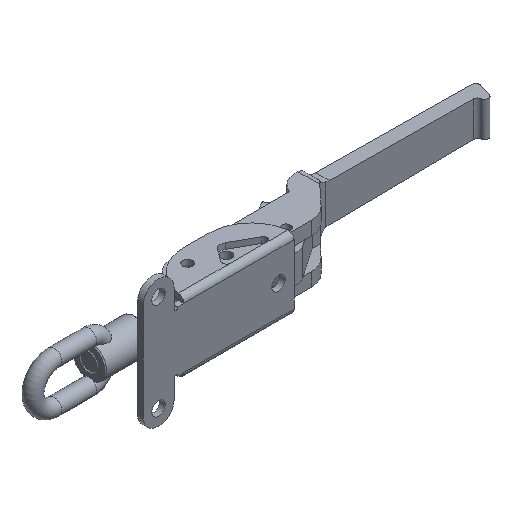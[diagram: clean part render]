
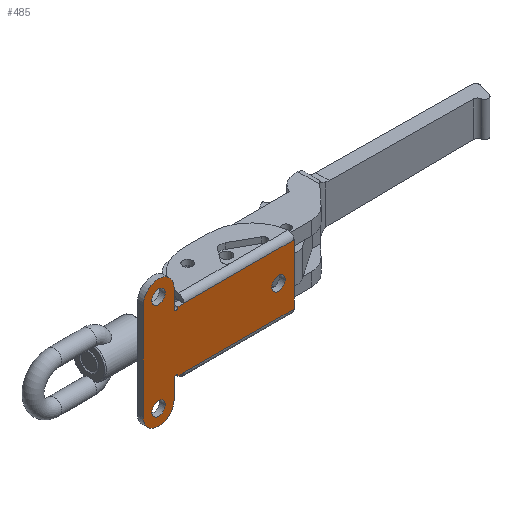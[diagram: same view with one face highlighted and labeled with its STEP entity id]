
A CAD part, isometric view. The second image highlights one B-rep face of the part: STEP entity #485.
In plain terms, the highlighted planar face has unit normal (0, -1, 0).
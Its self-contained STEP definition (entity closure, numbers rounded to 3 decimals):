
#485 = ADVANCED_FACE( '', ( #987, #988, #989, #990 ), #991, .F. );
#987 = FACE_BOUND( '', #1498, .T. );
#988 = FACE_OUTER_BOUND( '', #1499, .T. );
#989 = FACE_BOUND( '', #1500, .T. );
#990 = FACE_BOUND( '', #1501, .T. );
#991 = PLANE( '', #1502 );
#1498 = EDGE_LOOP( '', ( #2702 ) );
#1499 = EDGE_LOOP( '', ( #2703, #2704, #2705, #2706, #2707, #2708, #2709, #2710, #2711, #2712, #2713, #2714 ) );
#1500 = EDGE_LOOP( '', ( #2715 ) );
#1501 = EDGE_LOOP( '', ( #2716 ) );
#1502 = AXIS2_PLACEMENT_3D( '', #2717, #2718, #2719 );
#2702 = ORIENTED_EDGE( '', *, *, #3175, .T. );
#2703 = ORIENTED_EDGE( '', *, *, #3055, .F. );
#2704 = ORIENTED_EDGE( '', *, *, #3327, .F. );
#2705 = ORIENTED_EDGE( '', *, *, #2970, .F. );
#2706 = ORIENTED_EDGE( '', *, *, #3227, .T. );
#2707 = ORIENTED_EDGE( '', *, *, #3036, .F. );
#2708 = ORIENTED_EDGE( '', *, *, #2936, .T. );
#2709 = ORIENTED_EDGE( '', *, *, #3127, .F. );
#2710 = ORIENTED_EDGE( '', *, *, #3114, .F. );
#2711 = ORIENTED_EDGE( '', *, *, #3337, .F. );
#2712 = ORIENTED_EDGE( '', *, *, #3079, .F. );
#2713 = ORIENTED_EDGE( '', *, *, #3360, .F. );
#2714 = ORIENTED_EDGE( '', *, *, #3318, .T. );
#2715 = ORIENTED_EDGE( '', *, *, #3089, .T. );
#2716 = ORIENTED_EDGE( '', *, *, #3232, .T. );
#2717 = CARTESIAN_POINT( '', ( -16., -14., 18.5 ) );
#2718 = DIRECTION( '', ( 0., 1., 0. ) );
#2719 = DIRECTION( '', ( 0., 0., 1. ) );
#2936 = EDGE_CURVE( '', #3467, #3465, #3468, .T. );
#2970 = EDGE_CURVE( '', #3525, #3527, #3528, .T. );
#3036 = EDGE_CURVE( '', #3467, #3644, #3645, .T. );
#3055 = EDGE_CURVE( '', #3673, #3675, #3676, .T. );
#3079 = EDGE_CURVE( '', #3714, #3715, #3716, .T. );
#3089 = EDGE_CURVE( '', #3730, #3730, #3731, .T. );
#3114 = EDGE_CURVE( '', #3772, #3773, #3774, .T. );
#3127 = EDGE_CURVE( '', #3773, #3465, #3795, .T. );
#3175 = EDGE_CURVE( '', #3872, #3872, #3873, .T. );
#3227 = EDGE_CURVE( '', #3525, #3644, #3955, .T. );
#3232 = EDGE_CURVE( '', #3961, #3961, #3962, .T. );
#3318 = EDGE_CURVE( '', #4084, #3675, #4085, .T. );
#3327 = EDGE_CURVE( '', #3527, #3673, #4096, .T. );
#3337 = EDGE_CURVE( '', #3715, #3772, #4108, .T. );
#3360 = EDGE_CURVE( '', #4084, #3714, #4137, .T. );
#3465 = VERTEX_POINT( '', #4254 );
#3467 = VERTEX_POINT( '', #4257 );
#3468 = CIRCLE( '', #4258, 1. );
#3525 = VERTEX_POINT( '', #4341 );
#3527 = VERTEX_POINT( '', #4360 );
#3528 = LINE( '', #4361, #4362 );
#3644 = VERTEX_POINT( '', #4542 );
#3645 = LINE( '', #4543, #4544 );
#3673 = VERTEX_POINT( '', #4594 );
#3675 = VERTEX_POINT( '', #4596 );
#3676 = LINE( '', #4597, #4598 );
#3714 = VERTEX_POINT( '', #4705 );
#3715 = VERTEX_POINT( '', #4706 );
#3716 = CIRCLE( '', #4707, 8. );
#3730 = VERTEX_POINT( '', #4723 );
#3731 = CIRCLE( '', #4724, 3.5 );
#3772 = VERTEX_POINT( '', #4793 );
#3773 = VERTEX_POINT( '', #4794 );
#3774 = CIRCLE( '', #4795, 8. );
#3795 = LINE( '', #4820, #4821 );
#3872 = VERTEX_POINT( '', #4965 );
#3873 = CIRCLE( '', #4966, 3.5 );
#3955 = LINE( '', #5076, #5077 );
#3961 = VERTEX_POINT( '', #5101 );
#3962 = CIRCLE( '', #5102, 3.5 );
#4084 = VERTEX_POINT( '', #5321 );
#4085 = CIRCLE( '', #5322, 1. );
#4096 = LINE( '', #5338, #5339 );
#4108 = LINE( '', #5355, #5356 );
#4137 = LINE( '', #5394, #5395 );
#4254 = CARTESIAN_POINT( '', ( -21., -14., 15.5 ) );
#4257 = CARTESIAN_POINT( '', ( -19., -14., 15.5 ) );
#4258 = AXIS2_PLACEMENT_3D( '', #5615, #5616, #5617 );
#4341 = CARTESIAN_POINT( '', ( 41., -14., 15.5 ) );
#4360 = CARTESIAN_POINT( '', ( 41., -14., -15.5 ) );
#4361 = CARTESIAN_POINT( '', ( 41., -14., 18.5 ) );
#4362 = VECTOR( '', #5660, 1000. );
#4542 = CARTESIAN_POINT( '', ( -16., -14., 15.5 ) );
#4543 = CARTESIAN_POINT( '', ( -19., -14., 15.5 ) );
#4544 = VECTOR( '', #5752, 1000. );
#4594 = CARTESIAN_POINT( '', ( -16., -14., -15.5 ) );
#4596 = CARTESIAN_POINT( '', ( -19., -14., -15.5 ) );
#4597 = CARTESIAN_POINT( '', ( -15., -14., -15.5 ) );
#4598 = VECTOR( '', #5773, 1000. );
#4705 = CARTESIAN_POINT( '', ( -21., -14., -25. ) );
#4706 = CARTESIAN_POINT( '', ( -37., -14., -25. ) );
#4707 = AXIS2_PLACEMENT_3D( '', #5797, #5798, #5799 );
#4723 = CARTESIAN_POINT( '', ( -25.5, -14., 25. ) );
#4724 = AXIS2_PLACEMENT_3D( '', #5817, #5818, #5819 );
#4793 = CARTESIAN_POINT( '', ( -37., -14., 25. ) );
#4794 = CARTESIAN_POINT( '', ( -21., -14., 25. ) );
#4795 = AXIS2_PLACEMENT_3D( '', #5849, #5850, #5851 );
#4820 = CARTESIAN_POINT( '', ( -21., -14., 25. ) );
#4821 = VECTOR( '', #5871, 1000. );
#4965 = CARTESIAN_POINT( '', ( 36.5, -14., 0. ) );
#4966 = AXIS2_PLACEMENT_3D( '', #5931, #5932, #5933 );
#5076 = CARTESIAN_POINT( '', ( 78., -14., 15.5 ) );
#5077 = VECTOR( '', #6001, 1000. );
#5101 = CARTESIAN_POINT( '', ( -25.5, -14., -25. ) );
#5102 = AXIS2_PLACEMENT_3D( '', #6006, #6007, #6008 );
#5321 = CARTESIAN_POINT( '', ( -21., -14., -15.5 ) );
#5322 = AXIS2_PLACEMENT_3D( '', #6106, #6107, #6108 );
#5338 = CARTESIAN_POINT( '', ( 78., -14., -15.5 ) );
#5339 = VECTOR( '', #6117, 1000. );
#5355 = CARTESIAN_POINT( '', ( -37., -14., -25. ) );
#5356 = VECTOR( '', #6128, 1000. );
#5394 = CARTESIAN_POINT( '', ( -21., -14., -15.5 ) );
#5395 = VECTOR( '', #6153, 1000. );
#5615 = CARTESIAN_POINT( '', ( -20., -14., 15.5 ) );
#5616 = DIRECTION( '', ( 0., 1., 0. ) );
#5617 = DIRECTION( '', ( 1., 0., 0. ) );
#5660 = DIRECTION( '', ( 0., 0., -1. ) );
#5752 = DIRECTION( '', ( 1., 0., 0. ) );
#5773 = DIRECTION( '', ( -1., 0., 0. ) );
#5797 = CARTESIAN_POINT( '', ( -29., -14., -25. ) );
#5798 = DIRECTION( '', ( 0., 1., 0. ) );
#5799 = DIRECTION( '', ( 1., 0., 0. ) );
#5817 = CARTESIAN_POINT( '', ( -29., -14., 25. ) );
#5818 = DIRECTION( '', ( 0., 1., 0. ) );
#5819 = DIRECTION( '', ( 1., 0., 0. ) );
#5849 = CARTESIAN_POINT( '', ( -29., -14., 25. ) );
#5850 = DIRECTION( '', ( 0., 1., 0. ) );
#5851 = DIRECTION( '', ( 1., 0., 0. ) );
#5871 = DIRECTION( '', ( 0., 0., -1. ) );
#5931 = CARTESIAN_POINT( '', ( 33., -14., 0. ) );
#5932 = DIRECTION( '', ( 0., 1., 0. ) );
#5933 = DIRECTION( '', ( 1., 0., 0. ) );
#6001 = DIRECTION( '', ( -1., 0., 0. ) );
#6006 = CARTESIAN_POINT( '', ( -29., -14., -25. ) );
#6007 = DIRECTION( '', ( 0., 1., 0. ) );
#6008 = DIRECTION( '', ( 1., 0., 0. ) );
#6106 = CARTESIAN_POINT( '', ( -20., -14., -15.5 ) );
#6107 = DIRECTION( '', ( 0., 1., 0. ) );
#6108 = DIRECTION( '', ( 1., 0., 0. ) );
#6117 = DIRECTION( '', ( -1., 0., 0. ) );
#6128 = DIRECTION( '', ( 0., 0., 1. ) );
#6153 = DIRECTION( '', ( 0., 0., -1. ) );
